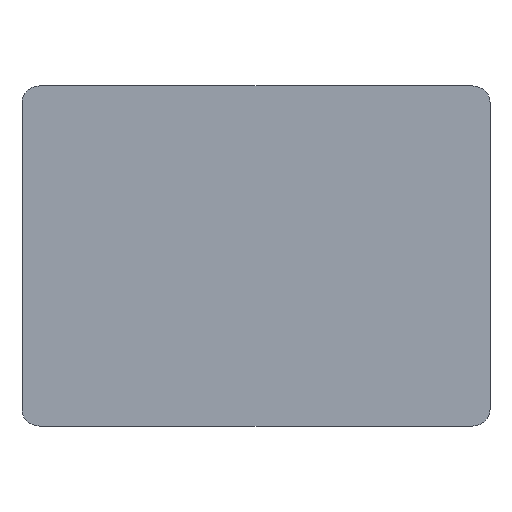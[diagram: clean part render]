
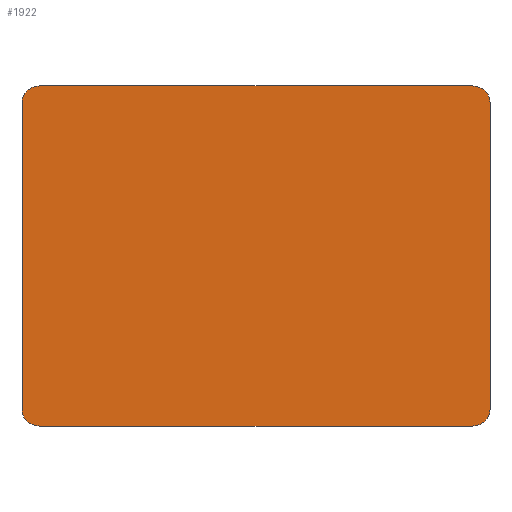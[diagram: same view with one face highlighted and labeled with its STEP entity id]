
A CAD part, top view. The second image highlights one B-rep face of the part: STEP entity #1922.
In plain terms, the highlighted planar face has unit normal (0, 0, 1).
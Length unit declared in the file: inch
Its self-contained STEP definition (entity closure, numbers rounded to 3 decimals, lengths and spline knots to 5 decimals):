
#27 = EDGE_CURVE ( 'NONE', #463, #1553, #2112, .T. ) ;
#72 = CARTESIAN_POINT ( 'NONE',  ( -0.56979, -0.45, 0. ) ) ;
#214 = EDGE_CURVE ( 'NONE', #1330, #2799, #591, .T. ) ;
#239 = ORIENTED_EDGE ( 'NONE', *, *, #680, .T. ) ;
#256 = EDGE_CURVE ( 'NONE', #299, #1596, #907, .T. ) ;
#284 = CARTESIAN_POINT ( 'NONE',  ( 0.619, -0.45, 0. ) ) ;
#299 = VERTEX_POINT ( 'NONE', #1138 ) ;
#313 = CARTESIAN_POINT ( 'NONE',  ( -0.619, 0.40614, 0. ) ) ;
#454 = CARTESIAN_POINT ( 'NONE',  ( -0.59953, -0.45, 0. ) ) ;
#463 = VERTEX_POINT ( 'NONE', #1604 ) ;
#470 = VERTEX_POINT ( 'NONE', #1087 ) ;
#526 = DIRECTION ( 'NONE',  ( 0., 0., 1. ) ) ;
#591 =( BOUNDED_CURVE ( )  B_SPLINE_CURVE ( 3, ( #1432, #2146, #2839, #2660 ),
 .UNSPECIFIED., .F., .T. ) 
 B_SPLINE_CURVE_WITH_KNOTS ( ( 4, 4 ),
 ( 2.14268, 3.54577 ),
 .UNSPECIFIED. ) 
 CURVE ( )  GEOMETRIC_REPRESENTATION_ITEM ( )  RATIONAL_B_SPLINE_CURVE ( ( 1., 0.843, 0.843, 1. ) ) 
 REPRESENTATION_ITEM ( '' )  );
#598 = CARTESIAN_POINT ( 'NONE',  ( 0.56979, -0.45, 0. ) ) ;
#621 =( BOUNDED_CURVE ( )  B_SPLINE_CURVE ( 3, ( #2353, #3069, #1130, #1847 ),
 .UNSPECIFIED., .F., .F. ) 
 B_SPLINE_CURVE_WITH_KNOTS ( ( 4, 4 ),
 ( 2.73741, 4.1405 ),
 .UNSPECIFIED. ) 
 CURVE ( )  GEOMETRIC_REPRESENTATION_ITEM ( )  RATIONAL_B_SPLINE_CURVE ( ( 1., 0.843, 0.843, 1. ) ) 
 REPRESENTATION_ITEM ( '' )  );
#680 = EDGE_CURVE ( 'NONE', #1553, #299, #2062, .T. ) ;
#765 = ORIENTED_EDGE ( 'NONE', *, *, #1368, .T. ) ;
#812 = AXIS2_PLACEMENT_3D ( 'NONE', #1995, #526, #995 ) ;
#818 = ORIENTED_EDGE ( 'NONE', *, *, #857, .T. ) ;
#857 = EDGE_CURVE ( 'NONE', #2799, #470, #889, .T. ) ;
#876 = DIRECTION ( 'NONE',  ( 0., -1., 0. ) ) ;
#889 = LINE ( 'NONE', #2430, #1329 ) ;
#907 =( BOUNDED_CURVE ( )  B_SPLINE_CURVE ( 3, ( #956, #911, #454, #2420 ),
 .UNSPECIFIED., .F., .T. ) 
 B_SPLINE_CURVE_WITH_KNOTS ( ( 4, 4 ),
 ( 2.73741, 4.1405 ),
 .UNSPECIFIED. ) 
 CURVE ( )  GEOMETRIC_REPRESENTATION_ITEM ( )  RATIONAL_B_SPLINE_CURVE ( ( 1., 0.843, 0.843, 1. ) ) 
 REPRESENTATION_ITEM ( '' )  );
#911 = CARTESIAN_POINT ( 'NONE',  ( -0.619, -0.43265, 0. ) ) ;
#956 = CARTESIAN_POINT ( 'NONE',  ( -0.619, -0.40614, 0. ) ) ;
#995 = DIRECTION ( 'NONE',  ( 1., 0., 0. ) ) ;
#1068 = VECTOR ( 'NONE', #2800, 39.37008 ) ;
#1087 = CARTESIAN_POINT ( 'NONE',  ( 0.619, 0.40614, 0. ) ) ;
#1130 = CARTESIAN_POINT ( 'NONE',  ( 0.59953, 0.45, 0. ) ) ;
#1138 = CARTESIAN_POINT ( 'NONE',  ( -0.619, -0.40614, 0. ) ) ;
#1282 = DIRECTION ( 'NONE',  ( 1., 0., 0. ) ) ;
#1297 = FACE_OUTER_BOUND ( 'NONE', #2213, .T. ) ;
#1322 = CARTESIAN_POINT ( 'NONE',  ( -0.619, -0.45, 0. ) ) ;
#1329 = VECTOR ( 'NONE', #1713, 39.37008 ) ;
#1330 = VERTEX_POINT ( 'NONE', #598 ) ;
#1333 = CARTESIAN_POINT ( 'NONE',  ( 0.56979, 0.45, 0. ) ) ;
#1368 = EDGE_CURVE ( 'NONE', #470, #2850, #621, .T. ) ;
#1432 = CARTESIAN_POINT ( 'NONE',  ( 0.56979, -0.45, 0. ) ) ;
#1512 = CARTESIAN_POINT ( 'NONE',  ( -0.619, 0.43265, 0. ) ) ;
#1516 = LINE ( 'NONE', #284, #2180 ) ;
#1553 = VERTEX_POINT ( 'NONE', #2207 ) ;
#1596 = VERTEX_POINT ( 'NONE', #72 ) ;
#1604 = CARTESIAN_POINT ( 'NONE',  ( -0.56979, 0.45, 0. ) ) ;
#1673 = EDGE_CURVE ( 'NONE', #2850, #463, #1803, .T. ) ;
#1713 = DIRECTION ( 'NONE',  ( 0., 1., 0. ) ) ;
#1718 = CARTESIAN_POINT ( 'NONE',  ( -0.56979, 0.45, 0. ) ) ;
#1734 = CARTESIAN_POINT ( 'NONE',  ( -0.59953, 0.45, 0. ) ) ;
#1786 = ORIENTED_EDGE ( 'NONE', *, *, #27, .T. ) ;
#1803 = LINE ( 'NONE', #1832, #1068 ) ;
#1832 = CARTESIAN_POINT ( 'NONE',  ( 0.619, 0.45, 0. ) ) ;
#1847 = CARTESIAN_POINT ( 'NONE',  ( 0.56979, 0.45, 0. ) ) ;
#1853 = ORIENTED_EDGE ( 'NONE', *, *, #1673, .T. ) ;
#1894 = EDGE_CURVE ( 'NONE', #1596, #1330, #1516, .T. ) ;
#1922 = ADVANCED_FACE ( 'NONE', ( #1297 ), #2502, .T. ) ;
#1993 = VECTOR ( 'NONE', #876, 39.37008 ) ;
#1995 = CARTESIAN_POINT ( 'NONE',  ( -0.32, 0.335, 0. ) ) ;
#2060 = CARTESIAN_POINT ( 'NONE',  ( 0.619, -0.40614, 0. ) ) ;
#2062 = LINE ( 'NONE', #1322, #1993 ) ;
#2112 =( BOUNDED_CURVE ( )  B_SPLINE_CURVE ( 3, ( #1718, #1734, #1512, #313 ),
 .UNSPECIFIED., .F., .T. ) 
 B_SPLINE_CURVE_WITH_KNOTS ( ( 4, 4 ),
 ( 2.14268, 3.54577 ),
 .UNSPECIFIED. ) 
 CURVE ( )  GEOMETRIC_REPRESENTATION_ITEM ( )  RATIONAL_B_SPLINE_CURVE ( ( 1., 0.843, 0.843, 1. ) ) 
 REPRESENTATION_ITEM ( '' )  );
#2146 = CARTESIAN_POINT ( 'NONE',  ( 0.59953, -0.45, 0. ) ) ;
#2180 = VECTOR ( 'NONE', #1282, 39.37008 ) ;
#2207 = CARTESIAN_POINT ( 'NONE',  ( -0.619, 0.40614, 0. ) ) ;
#2213 = EDGE_LOOP ( 'NONE', ( #2340, #2776, #818, #765, #1853, #1786, #239, #2604 ) ) ;
#2340 = ORIENTED_EDGE ( 'NONE', *, *, #1894, .T. ) ;
#2353 = CARTESIAN_POINT ( 'NONE',  ( 0.619, 0.40614, 0. ) ) ;
#2420 = CARTESIAN_POINT ( 'NONE',  ( -0.56979, -0.45, 0. ) ) ;
#2430 = CARTESIAN_POINT ( 'NONE',  ( 0.619, -0.45, 0. ) ) ;
#2502 = PLANE ( 'NONE',  #812 ) ;
#2604 = ORIENTED_EDGE ( 'NONE', *, *, #256, .T. ) ;
#2660 = CARTESIAN_POINT ( 'NONE',  ( 0.619, -0.40614, 0. ) ) ;
#2776 = ORIENTED_EDGE ( 'NONE', *, *, #214, .T. ) ;
#2799 = VERTEX_POINT ( 'NONE', #2060 ) ;
#2800 = DIRECTION ( 'NONE',  ( -1., 0., 0. ) ) ;
#2839 = CARTESIAN_POINT ( 'NONE',  ( 0.619, -0.43265, 0. ) ) ;
#2850 = VERTEX_POINT ( 'NONE', #1333 ) ;
#3069 = CARTESIAN_POINT ( 'NONE',  ( 0.619, 0.43265, 0. ) ) ;
